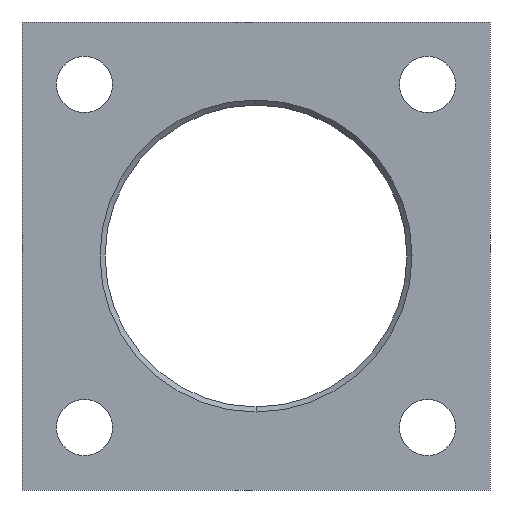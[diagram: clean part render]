
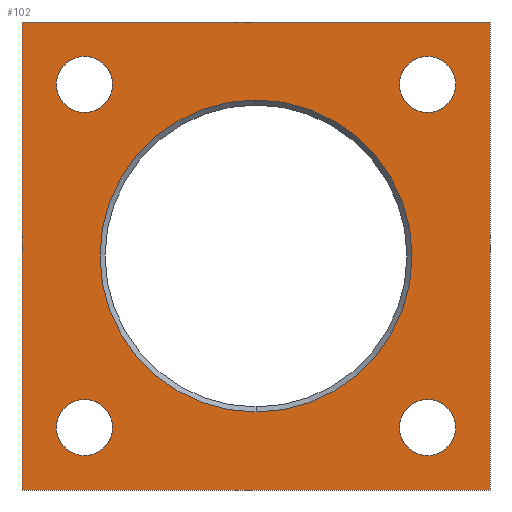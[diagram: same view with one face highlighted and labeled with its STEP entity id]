
A CAD part, front view. The second image highlights one B-rep face of the part: STEP entity #102.
In plain terms, the highlighted planar face has unit normal (0, -1, 0).
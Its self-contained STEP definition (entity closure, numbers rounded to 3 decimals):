
#102=ADVANCED_FACE('',(#171,#172,#173,#174,#175,#176),#177,.F.);
#171=FACE_BOUND('',#249,.T.);
#172=FACE_BOUND('',#250,.T.);
#173=FACE_BOUND('',#251,.T.);
#174=FACE_BOUND('',#252,.T.);
#175=FACE_BOUND('',#253,.T.);
#176=FACE_OUTER_BOUND('',#254,.T.);
#177=PLANE('',#255);
#249=EDGE_LOOP('',(#463,#464));
#250=EDGE_LOOP('',(#465,#466));
#251=EDGE_LOOP('',(#467,#468));
#252=EDGE_LOOP('',(#469,#470));
#253=EDGE_LOOP('',(#471,#472));
#254=EDGE_LOOP('',(#473,#474,#475,#476));
#255=AXIS2_PLACEMENT_3D('',#477,#478,#479);
#463=ORIENTED_EDGE('',*,*,#553,.T.);
#464=ORIENTED_EDGE('',*,*,#545,.T.);
#465=ORIENTED_EDGE('',*,*,#557,.T.);
#466=ORIENTED_EDGE('',*,*,#537,.T.);
#467=ORIENTED_EDGE('',*,*,#561,.T.);
#468=ORIENTED_EDGE('',*,*,#529,.T.);
#469=ORIENTED_EDGE('',*,*,#565,.T.);
#470=ORIENTED_EDGE('',*,*,#521,.T.);
#471=ORIENTED_EDGE('',*,*,#517,.T.);
#472=ORIENTED_EDGE('',*,*,#566,.T.);
#473=ORIENTED_EDGE('',*,*,#574,.T.);
#474=ORIENTED_EDGE('',*,*,#575,.T.);
#475=ORIENTED_EDGE('',*,*,#576,.T.);
#476=ORIENTED_EDGE('',*,*,#577,.T.);
#477=CARTESIAN_POINT('',(0.0,0.0,0.0));
#478=DIRECTION('',(0.0,1.0,0.));
#479=DIRECTION('',(1.0,0.0,0.0));
#517=EDGE_CURVE('',#595,#597,#599,.T.);
#521=EDGE_CURVE('',#601,#605,#607,.T.);
#529=EDGE_CURVE('',#617,#621,#623,.T.);
#537=EDGE_CURVE('',#633,#637,#639,.T.);
#545=EDGE_CURVE('',#649,#653,#655,.T.);
#553=EDGE_CURVE('',#653,#649,#667,.T.);
#557=EDGE_CURVE('',#637,#633,#671,.T.);
#561=EDGE_CURVE('',#621,#617,#675,.T.);
#565=EDGE_CURVE('',#605,#601,#679,.T.);
#566=EDGE_CURVE('',#597,#595,#680,.T.);
#574=EDGE_CURVE('',#692,#693,#694,.T.);
#575=EDGE_CURVE('',#693,#695,#696,.T.);
#576=EDGE_CURVE('',#695,#697,#698,.T.);
#577=EDGE_CURVE('',#697,#692,#699,.T.);
#595=VERTEX_POINT('',#721);
#597=VERTEX_POINT('',#724);
#599=CIRCLE('',#727,25.0);
#601=VERTEX_POINT('',#729);
#605=VERTEX_POINT('',#734);
#607=CIRCLE('',#737,4.5);
#617=VERTEX_POINT('',#749);
#621=VERTEX_POINT('',#754);
#623=CIRCLE('',#757,4.5);
#633=VERTEX_POINT('',#769);
#637=VERTEX_POINT('',#774);
#639=CIRCLE('',#777,4.5);
#649=VERTEX_POINT('',#789);
#653=VERTEX_POINT('',#794);
#655=CIRCLE('',#797,4.5);
#667=CIRCLE('',#811,4.5);
#671=CIRCLE('',#815,4.5);
#675=CIRCLE('',#819,4.5);
#679=CIRCLE('',#823,4.5);
#680=CIRCLE('',#824,25.0);
#692=VERTEX_POINT('',#840);
#693=VERTEX_POINT('',#841);
#694=LINE('',#842,#843);
#695=VERTEX_POINT('',#844);
#696=LINE('',#845,#846);
#697=VERTEX_POINT('',#847);
#698=LINE('',#848,#849);
#699=LINE('',#850,#851);
#721=CARTESIAN_POINT('',(0.0,0.,-25.0));
#724=CARTESIAN_POINT('',(0.,0.,25.0));
#727=AXIS2_PLACEMENT_3D('',#875,#876,#877);
#729=CARTESIAN_POINT('',(-23.0,0.,27.5));
#734=CARTESIAN_POINT('',(-32.0,0.,27.5));
#737=AXIS2_PLACEMENT_3D('',#883,#884,#885);
#749=CARTESIAN_POINT('',(-23.0,0.,-27.5));
#754=CARTESIAN_POINT('',(-32.0,0.,-27.5));
#757=AXIS2_PLACEMENT_3D('',#899,#900,#901);
#769=CARTESIAN_POINT('',(32.0,0.,27.5));
#774=CARTESIAN_POINT('',(23.0,0.,27.5));
#777=AXIS2_PLACEMENT_3D('',#915,#916,#917);
#789=CARTESIAN_POINT('',(32.0,0.,-27.5));
#794=CARTESIAN_POINT('',(23.0,0.,-27.5));
#797=AXIS2_PLACEMENT_3D('',#931,#932,#933);
#811=AXIS2_PLACEMENT_3D('',#951,#952,#953);
#815=AXIS2_PLACEMENT_3D('',#963,#964,#965);
#819=AXIS2_PLACEMENT_3D('',#975,#976,#977);
#823=AXIS2_PLACEMENT_3D('',#987,#988,#989);
#824=AXIS2_PLACEMENT_3D('',#990,#991,#992);
#840=CARTESIAN_POINT('',(37.5,0.,-37.5));
#841=CARTESIAN_POINT('',(37.5,0.,37.5));
#842=CARTESIAN_POINT('',(37.5,0.0,0.0));
#843=VECTOR('',#1006,1.0);
#844=CARTESIAN_POINT('',(-37.5,0.,37.5));
#845=CARTESIAN_POINT('',(0.0,0.,37.5));
#846=VECTOR('',#1007,1.0);
#847=CARTESIAN_POINT('',(-37.5,0.,-37.5));
#848=CARTESIAN_POINT('',(-37.5,0.0,0.0));
#849=VECTOR('',#1008,1.0);
#850=CARTESIAN_POINT('',(0.0,0.,-37.5));
#851=VECTOR('',#1009,1.0);
#875=CARTESIAN_POINT('',(0.0,0.0,0.0));
#876=DIRECTION('',(0.0,1.0,0.));
#877=DIRECTION('',(0.0,0.,-1.0));
#883=CARTESIAN_POINT('',(-27.5,0.,27.5));
#884=DIRECTION('',(0.0,1.0,0.));
#885=DIRECTION('',(1.0,0.0,0.0));
#899=CARTESIAN_POINT('',(-27.5,0.,-27.5));
#900=DIRECTION('',(0.0,1.0,0.));
#901=DIRECTION('',(1.0,0.0,0.0));
#915=CARTESIAN_POINT('',(27.5,0.,27.5));
#916=DIRECTION('',(0.0,1.0,0.));
#917=DIRECTION('',(1.0,0.0,0.0));
#931=CARTESIAN_POINT('',(27.5,0.,-27.5));
#932=DIRECTION('',(0.0,1.0,0.));
#933=DIRECTION('',(1.0,0.0,0.0));
#951=CARTESIAN_POINT('',(27.5,0.,-27.5));
#952=DIRECTION('',(0.0,1.0,0.));
#953=DIRECTION('',(1.0,0.0,0.0));
#963=CARTESIAN_POINT('',(27.5,0.,27.5));
#964=DIRECTION('',(0.0,1.0,0.));
#965=DIRECTION('',(1.0,0.0,0.0));
#975=CARTESIAN_POINT('',(-27.5,0.,-27.5));
#976=DIRECTION('',(0.0,1.0,0.));
#977=DIRECTION('',(1.0,0.0,0.0));
#987=CARTESIAN_POINT('',(-27.5,0.,27.5));
#988=DIRECTION('',(0.0,1.0,0.));
#989=DIRECTION('',(1.0,0.0,0.0));
#990=CARTESIAN_POINT('',(0.0,0.0,0.0));
#991=DIRECTION('',(0.0,1.0,0.));
#992=DIRECTION('',(0.0,0.,-1.0));
#1006=DIRECTION('',(0.0,0.,1.0));
#1007=DIRECTION('',(-1.0,0.0,0.0));
#1008=DIRECTION('',(0.0,0.,-1.0));
#1009=DIRECTION('',(1.0,0.0,0.0));
